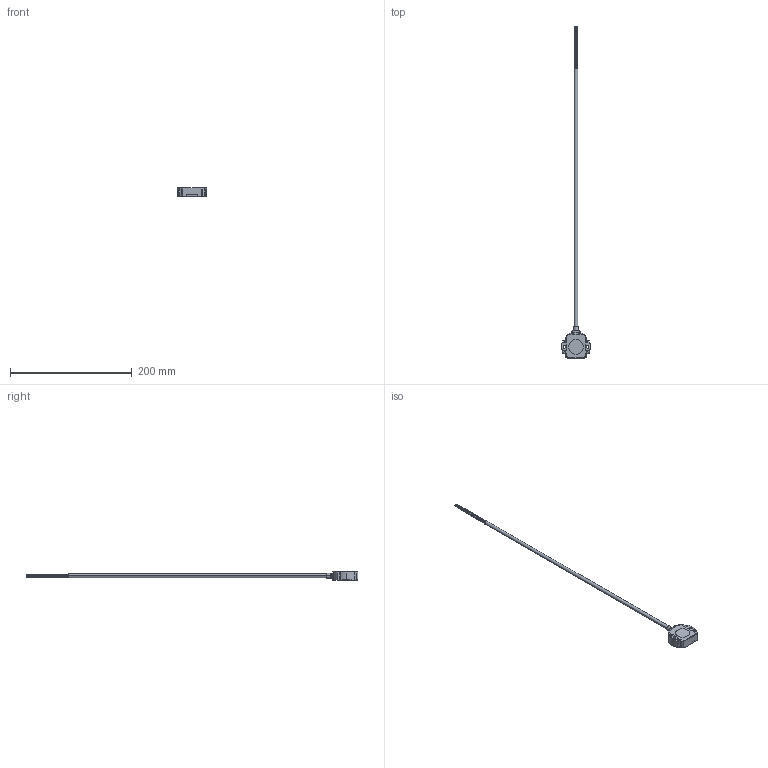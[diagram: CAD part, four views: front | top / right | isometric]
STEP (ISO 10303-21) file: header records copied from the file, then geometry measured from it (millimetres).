
FILE_DESCRIPTION (( 'STEP AP214' ), '1' );
FILE_NAME ('RFC-48_-2(48_4)-_ _ _-_ _ _-4_ _.step', '2020-07-02T11:40:06', ( '' ), ( '' ), 'SwSTEP 2.0', 'SolidWorks 2020', '' );
FILE_SCHEMA (( 'AUTOMOTIVE_DESIGN' ));
Length unit declared in the file: millimetre
Products named in the file (1): RFC-48_-2(48_4)-_ _ _-_ _ _-4_ _
Bounding box: 47.6 x 544.7 x 13.8 mm (x, y, z)
Volume: 34554.9 mm3; surface area: 18209.5 mm2
Topology: 1 solids, 1 shells, 237 faces, 638 edges, 424 vertices
Faces by surface type: plane 131, cylinder 100, torus 6
Entity records: 10222 total; most frequent: CARTESIAN_POINT 1400, DIRECTION 1331, ORIENTED_EDGE 1276, EDGE_CURVE 638, AXIS2_PLACEMENT_3D 471, VERTEX_POINT 424, VECTOR 389, LINE 389
